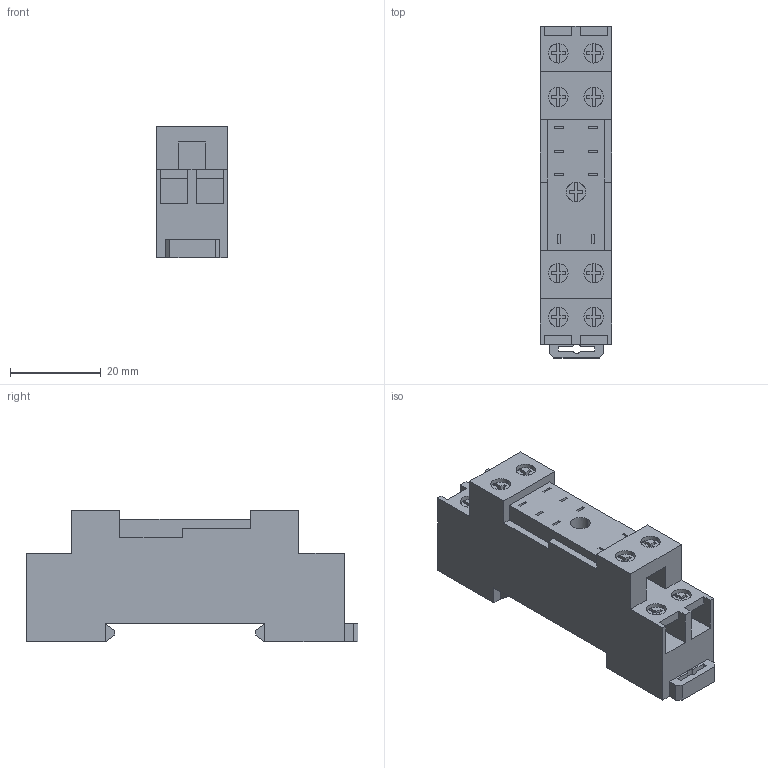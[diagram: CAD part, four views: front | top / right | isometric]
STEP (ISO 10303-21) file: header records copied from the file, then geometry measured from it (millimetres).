
FILE_DESCRIPTION (( 'STEP AP203' ), '1' );
FILE_NAME ('15.STEP', '2022-04-27T05:27:12', ( '' ), ( '' ), 'SwSTEP 2.0', 'SolidWorks 2017', '' );
FILE_SCHEMA (( 'CONFIG_CONTROL_DESIGN' ));
Length unit declared in the file: millimetre
Products named in the file (1): 15
Bounding box: 15.8 x 73 x 29 mm (x, y, z)
Volume: 23835.6 mm3; surface area: 8457.9 mm2
Topology: 1 solids, 1 shells, 313 faces, 822 edges, 527 vertices
Faces by surface type: plane 293, cylinder 20
Entity records: 9528 total; most frequent: CARTESIAN_POINT 1663, ORIENTED_EDGE 1644, DIRECTION 1545, EDGE_CURVE 822, LINE 727, VECTOR 727, VERTEX_POINT 527, AXIS2_PLACEMENT_3D 409
